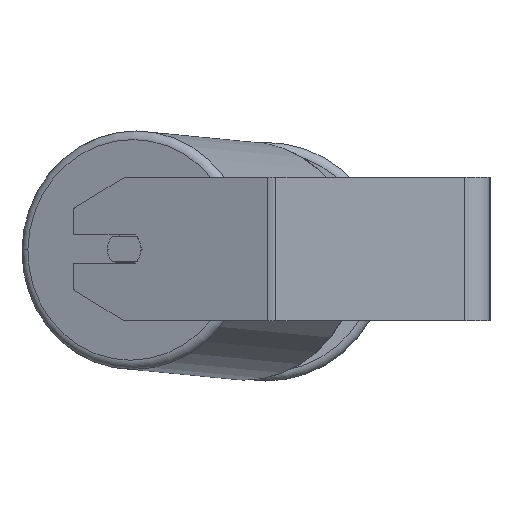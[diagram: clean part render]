
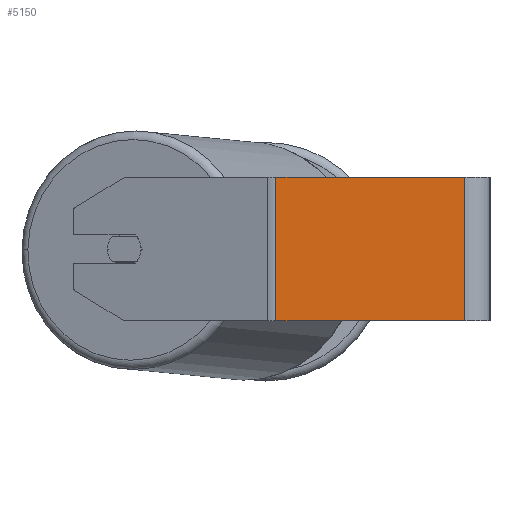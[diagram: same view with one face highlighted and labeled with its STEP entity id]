
A CAD part, left-side view. The second image highlights one B-rep face of the part: STEP entity #5150.
In plain terms, the highlighted planar face has unit normal (-1, 0, 0).
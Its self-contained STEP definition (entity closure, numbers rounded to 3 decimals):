
#178 = LINE ( 'NONE', #6023, #6074 ) ;
#363 = CARTESIAN_POINT ( 'NONE',  ( -350., 119.274, -40. ) ) ;
#444 = DIRECTION ( 'NONE',  ( 0., 0., -1. ) ) ;
#1012 = CARTESIAN_POINT ( 'NONE',  ( -350., 119.274, 40. ) ) ;
#1125 = VERTEX_POINT ( 'NONE', #1496 ) ;
#1192 = VECTOR ( 'NONE', #1676, 1000. ) ;
#1496 = CARTESIAN_POINT ( 'NONE',  ( -350., 14., 40. ) ) ;
#1579 = VERTEX_POINT ( 'NONE', #363 ) ;
#1676 = DIRECTION ( 'NONE',  ( 0., -1., 0. ) ) ;
#2319 = CARTESIAN_POINT ( 'NONE',  ( -350., 121.742, 40. ) ) ;
#2414 = CARTESIAN_POINT ( 'NONE',  ( -350., 14., -40. ) ) ;
#2429 = VERTEX_POINT ( 'NONE', #2414 ) ;
#2655 = EDGE_CURVE ( 'NONE', #1579, #2429, #178, .T. ) ;
#2684 = VECTOR ( 'NONE', #5346, 1000. ) ;
#2753 = LINE ( 'NONE', #6550, #2684 ) ;
#3114 = ORIENTED_EDGE ( 'NONE', *, *, #3409, .F. ) ;
#3215 = ORIENTED_EDGE ( 'NONE', *, *, #2655, .T. ) ;
#3263 = EDGE_CURVE ( 'NONE', #6753, #1579, #7021, .T. ) ;
#3409 = EDGE_CURVE ( 'NONE', #1125, #2429, #2753, .T. ) ;
#3721 = DIRECTION ( 'NONE',  ( 1., 0., 0. ) ) ;
#4501 = ORIENTED_EDGE ( 'NONE', *, *, #3263, .T. ) ;
#4668 = EDGE_LOOP ( 'NONE', ( #3215, #3114, #4856, #4501 ) ) ;
#4856 = ORIENTED_EDGE ( 'NONE', *, *, #5520, .F. ) ;
#4999 = FACE_OUTER_BOUND ( 'NONE', #4668, .T. ) ;
#5129 = AXIS2_PLACEMENT_3D ( 'NONE', #8322, #3721, #444 ) ;
#5150 = ADVANCED_FACE ( 'NONE', ( #4999 ), #5808, .F. ) ;
#5346 = DIRECTION ( 'NONE',  ( 0., 0., -1. ) ) ;
#5520 = EDGE_CURVE ( 'NONE', #6753, #1125, #8152, .T. ) ;
#5744 = CARTESIAN_POINT ( 'NONE',  ( -350., 119.274, 40. ) ) ;
#5808 = PLANE ( 'NONE',  #5129 ) ;
#5954 = VECTOR ( 'NONE', #7105, 1000. ) ;
#6023 = CARTESIAN_POINT ( 'NONE',  ( -350., 121.742, -40. ) ) ;
#6074 = VECTOR ( 'NONE', #6199, 1000. ) ;
#6199 = DIRECTION ( 'NONE',  ( 0., -1., 0. ) ) ;
#6550 = CARTESIAN_POINT ( 'NONE',  ( -350., 14., 40. ) ) ;
#6753 = VERTEX_POINT ( 'NONE', #1012 ) ;
#7021 = LINE ( 'NONE', #5744, #5954 ) ;
#7105 = DIRECTION ( 'NONE',  ( 0., 0., -1. ) ) ;
#8152 = LINE ( 'NONE', #2319, #1192 ) ;
#8322 = CARTESIAN_POINT ( 'NONE',  ( -350., 121.742, 40. ) ) ;
